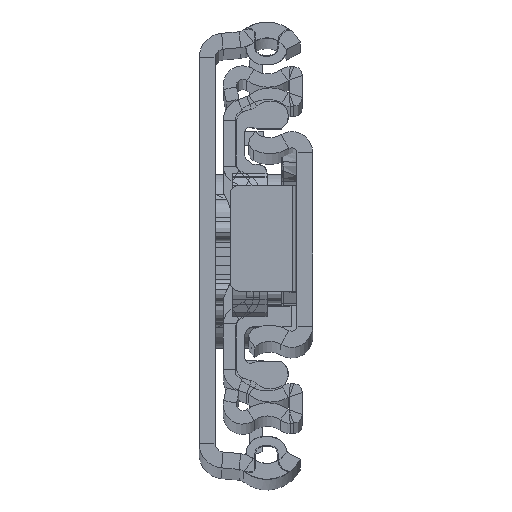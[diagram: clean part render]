
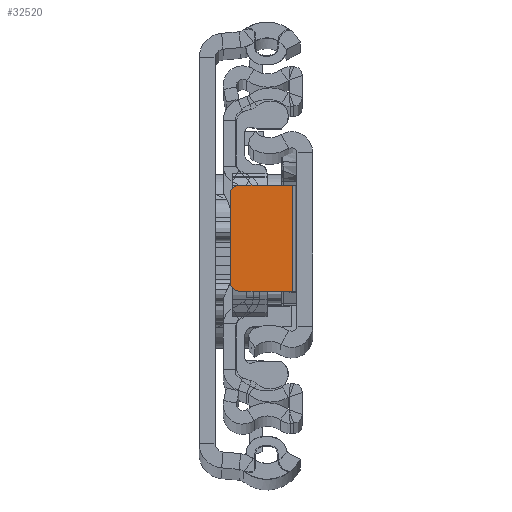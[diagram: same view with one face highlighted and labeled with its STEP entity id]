
A CAD part, top view. The second image highlights one B-rep face of the part: STEP entity #32520.
In plain terms, the highlighted planar face has unit normal (0, 0, 1).
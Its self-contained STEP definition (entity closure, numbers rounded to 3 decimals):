
#261 = CARTESIAN_POINT ( 'NONE',  ( -2.3, -5.849, -6.8 ) ) ;
#610 = EDGE_CURVE ( 'NONE', #18469, #11204, #33385, .T. ) ;
#904 = PLANE ( 'NONE',  #24596 ) ;
#1173 = DIRECTION ( 'NONE',  ( 0., 0., 1. ) ) ;
#2044 = CARTESIAN_POINT ( 'NONE',  ( -8.4, 6.151, -6.8 ) ) ;
#2073 = EDGE_CURVE ( 'NONE', #33358, #6036, #21010, .T. ) ;
#4308 = DIRECTION ( 'NONE',  ( 0., 0., 1. ) ) ;
#4494 = VERTEX_POINT ( 'NONE', #4635 ) ;
#4635 = CARTESIAN_POINT ( 'NONE',  ( -9.4, 5.151, -6.8 ) ) ;
#5318 = CARTESIAN_POINT ( 'NONE',  ( -9.4, -5.849, -6.8 ) ) ;
#5395 = VECTOR ( 'NONE', #31880, 1000. ) ;
#5862 = DIRECTION ( 'NONE',  ( 0., 0., 1. ) ) ;
#5901 = ORIENTED_EDGE ( 'NONE', *, *, #31087, .F. ) ;
#6036 = VERTEX_POINT ( 'NONE', #261 ) ;
#7015 = ORIENTED_EDGE ( 'NONE', *, *, #9553, .T. ) ;
#9553 = EDGE_CURVE ( 'NONE', #14574, #4494, #12122, .T. ) ;
#10707 = VECTOR ( 'NONE', #26028, 1000. ) ;
#11204 = VERTEX_POINT ( 'NONE', #30370 ) ;
#12122 = CIRCLE ( 'NONE', #29530, 1. ) ;
#12176 = VECTOR ( 'NONE', #34450, 1000. ) ;
#13385 = ORIENTED_EDGE ( 'NONE', *, *, #610, .T. ) ;
#14574 = VERTEX_POINT ( 'NONE', #2044 ) ;
#15594 = ORIENTED_EDGE ( 'NONE', *, *, #21993, .F. ) ;
#17487 = DIRECTION ( 'NONE',  ( 1., 0., 0. ) ) ;
#17871 = CARTESIAN_POINT ( 'NONE',  ( -9.4, -4.849, -6.8 ) ) ;
#18469 = VERTEX_POINT ( 'NONE', #17871 ) ;
#19364 = CARTESIAN_POINT ( 'NONE',  ( -9.4, 6.151, -6.8 ) ) ;
#20595 = VECTOR ( 'NONE', #21398, 1000. ) ;
#21010 = LINE ( 'NONE', #21191, #5395 ) ;
#21191 = CARTESIAN_POINT ( 'NONE',  ( -2.3, 6.151, -6.8 ) ) ;
#21398 = DIRECTION ( 'NONE',  ( 0., 1., 0. ) ) ;
#21993 = EDGE_CURVE ( 'NONE', #14574, #33358, #34232, .T. ) ;
#22024 = LINE ( 'NONE', #19364, #20595 ) ;
#22051 = FACE_OUTER_BOUND ( 'NONE', #25807, .T. ) ;
#24463 = AXIS2_PLACEMENT_3D ( 'NONE', #28774, #1173, #28413 ) ;
#24596 = AXIS2_PLACEMENT_3D ( 'NONE', #32393, #5862, #27147 ) ;
#25807 = EDGE_LOOP ( 'NONE', ( #5901, #13385, #34274, #27247, #15594, #7015 ) ) ;
#26028 = DIRECTION ( 'NONE',  ( 1., 0., 0. ) ) ;
#27147 = DIRECTION ( 'NONE',  ( 1., 0., 0. ) ) ;
#27247 = ORIENTED_EDGE ( 'NONE', *, *, #2073, .F. ) ;
#28413 = DIRECTION ( 'NONE',  ( 1., 0., 0. ) ) ;
#28774 = CARTESIAN_POINT ( 'NONE',  ( -8.4, -4.849, -6.8 ) ) ;
#29530 = AXIS2_PLACEMENT_3D ( 'NONE', #31013, #4308, #17487 ) ;
#30370 = CARTESIAN_POINT ( 'NONE',  ( -8.4, -5.849, -6.8 ) ) ;
#31013 = CARTESIAN_POINT ( 'NONE',  ( -8.4, 5.151, -6.8 ) ) ;
#31087 = EDGE_CURVE ( 'NONE', #18469, #4494, #22024, .T. ) ;
#31880 = DIRECTION ( 'NONE',  ( 0., -1., 0. ) ) ;
#32190 = LINE ( 'NONE', #5318, #12176 ) ;
#32393 = CARTESIAN_POINT ( 'NONE',  ( 0., 0., -6.8 ) ) ;
#32520 = ADVANCED_FACE ( 'NONE', ( #22051 ), #904, .T. ) ;
#32823 = CARTESIAN_POINT ( 'NONE',  ( -2.3, 6.151, -6.8 ) ) ;
#32836 = EDGE_CURVE ( 'NONE', #6036, #11204, #32190, .T. ) ;
#33358 = VERTEX_POINT ( 'NONE', #32823 ) ;
#33385 = CIRCLE ( 'NONE', #24463, 1. ) ;
#33536 = CARTESIAN_POINT ( 'NONE',  ( -1.8, 6.151, -6.8 ) ) ;
#34232 = LINE ( 'NONE', #33536, #10707 ) ;
#34274 = ORIENTED_EDGE ( 'NONE', *, *, #32836, .F. ) ;
#34450 = DIRECTION ( 'NONE',  ( -1., 0., 0. ) ) ;
